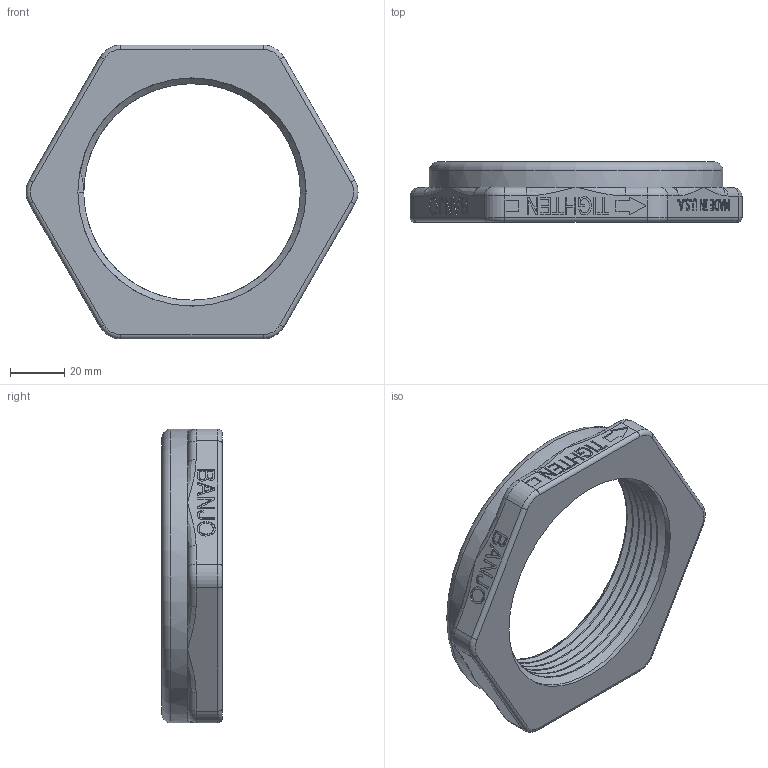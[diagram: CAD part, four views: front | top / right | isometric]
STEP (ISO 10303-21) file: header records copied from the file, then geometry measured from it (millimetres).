
FILE_DESCRIPTION(/* description */ ('2" TANK FLANGE NUT, MACHINED'),/* implementation_level */ '2;1');
FILE_NAME(/* name */ 'TF223.stp',/* time_stamp */ '2023-07-10T11:08:51-04:00',/* author */ ('ETQ'),/* organization */ (''),/* preprocessor_version */ 'ST-DEVELOPER v18.1',/* originating_system */ 'Autodesk Inventor 2022',/* authorisation */ '');
FILE_SCHEMA (('AUTOMOTIVE_DESIGN { 1 0 10303 214 3 1 1 }'));
Length unit declared in the file: inch
Products named in the file (2): TF223; TF223X
Assembly tree (1 placements, depth 2):
  TF223
    TF223X
Bounding box: 121.95 x 22.1 x 107.95 mm (x, y, z)
Volume: 95647.9 mm3; surface area: 26195.4 mm2
Topology: 1 solids, 1 shells, 505 faces, 1344 edges, 872 vertices
Faces by surface type: plane 341, bspline 106, cylinder 40, torus 13, cone 5
Full cylindrical faces by diameter (mm): 79.614 x5, 83.82 x6, 107.95 x1
Entity records: 17988 total; most frequent: CARTESIAN_POINT 6108, ORIENTED_EDGE 2664, DIRECTION 1999, EDGE_CURVE 1332, LINE 1009, VECTOR 1009, VERTEX_POINT 872, EDGE_LOOP 550
